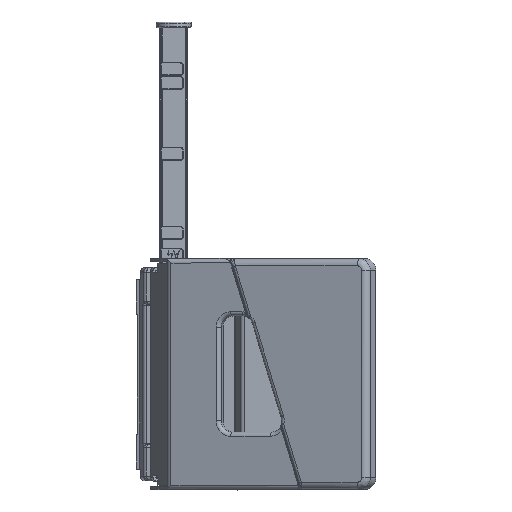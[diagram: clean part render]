
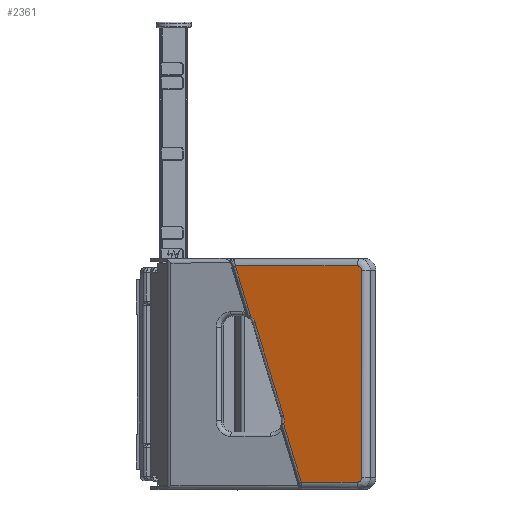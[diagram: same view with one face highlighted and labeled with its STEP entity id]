
A CAD part, top view. The second image highlights one B-rep face of the part: STEP entity #2361.
In plain terms, the highlighted planar face has unit normal (-0.342, 0, 0.94).
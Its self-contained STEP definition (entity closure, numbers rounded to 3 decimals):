
#1228 = VERTEX_POINT('',#1229);
#1229 = CARTESIAN_POINT('',(62.109,-46.526,74.643)
  );
#1236 = EDGE_CURVE('',#1237,#1228,#1239,.T.);
#1237 = VERTEX_POINT('',#1238);
#1238 = CARTESIAN_POINT('',(38.074,-46.526,65.895)
  );
#1239 = LINE('',#1240,#1241);
#1240 = CARTESIAN_POINT('',(14.496,-46.526,57.313)
  );
#1241 = VECTOR('',#1242,1.);
#1242 = DIRECTION('',(0.94,0.,0.342)
  );
#2143 = VERTEX_POINT('',#2144);
#2144 = CARTESIAN_POINT('',(64.,-44.528,75.331)
  );
#2153 = EDGE_CURVE('',#1228,#2143,#2154,.T.);
#2154 = B_SPLINE_CURVE_WITH_KNOTS('',5,(#2155,#2156,#2157,#2158,#2159,
    #2160,#2161,#2162,#2163,#2164,#2165,#2166),.UNSPECIFIED.,.F.,.F.,(6,
    3,3,6),(12.705,16.271,21.022,21.168),
  .UNSPECIFIED.);
#2155 = CARTESIAN_POINT('',(62.109,-46.526,74.643));
#2156 = CARTESIAN_POINT('',(62.359,-46.526,74.734)
  );
#2157 = CARTESIAN_POINT('',(62.609,-46.482,74.825)
  );
#2158 = CARTESIAN_POINT('',(62.85,-46.395,74.913)
  );
#2159 = CARTESIAN_POINT('',(63.37,-46.097,75.102)
  );
#2160 = CARTESIAN_POINT('',(63.752,-45.611,75.241)
  );
#2161 = CARTESIAN_POINT('',(63.908,-45.286,75.298)
  );
#2162 = CARTESIAN_POINT('',(63.993,-44.924,75.329)
  );
#2163 = CARTESIAN_POINT('',(64.,-44.561,75.331)
  );
#2164 = CARTESIAN_POINT('',(64.,-44.55,75.331)
  );
#2165 = CARTESIAN_POINT('',(64.,-44.539,75.331)
  );
#2166 = CARTESIAN_POINT('',(64.,-44.528,75.331)
  );
#2361 = ADVANCED_FACE('',(#2362),#2439,.F.);
#2362 = FACE_BOUND('',#2363,.T.);
#2363 = EDGE_LOOP('',(#2364,#2375,#2383,#2392,#2398,#2399,#2400,#2408,
    #2425,#2433));
#2364 = ORIENTED_EDGE('',*,*,#2365,.T.);
#2365 = EDGE_CURVE('',#2366,#2368,#2370,.T.);
#2366 = VERTEX_POINT('',#2367);
#2367 = CARTESIAN_POINT('',(16.184,25.17,57.928));
#2368 = VERTEX_POINT('',#2369);
#2369 = CARTESIAN_POINT('',(18.138,22.086,58.639));
#2370 = CIRCLE('',#2371,6.75);
#2371 = AXIS2_PLACEMENT_3D('',#2372,#2373,#2374);
#2372 = CARTESIAN_POINT('',(12.106,20.,56.443));
#2373 = DIRECTION('',(0.342,0.,-0.94));
#2374 = DIRECTION('',(-0.94,0.,-0.342));
#2375 = ORIENTED_EDGE('',*,*,#2376,.F.);
#2376 = EDGE_CURVE('',#2377,#2368,#2379,.T.);
#2377 = VERTEX_POINT('',#2378);
#2378 = CARTESIAN_POINT('',(30.351,-17.914,63.084));
#2379 = LINE('',#2380,#2381);
#2380 = CARTESIAN_POINT('',(24.245,2.086,60.862));
#2381 = VECTOR('',#2382,1.);
#2382 = DIRECTION('',(-0.29,0.951,-0.106));
#2383 = ORIENTED_EDGE('',*,*,#2384,.T.);
#2384 = EDGE_CURVE('',#2377,#2385,#2387,.T.);
#2385 = VERTEX_POINT('',#2386);
#2386 = CARTESIAN_POINT('',(30.474,-21.632,63.129)
  );
#2387 = CIRCLE('',#2388,6.75);
#2388 = AXIS2_PLACEMENT_3D('',#2389,#2390,#2391);
#2389 = CARTESIAN_POINT('',(24.319,-20.,60.889));
#2390 = DIRECTION('',(0.342,0.,-0.94));
#2391 = DIRECTION('',(-0.94,0.,-0.342));
#2392 = ORIENTED_EDGE('',*,*,#2393,.F.);
#2393 = EDGE_CURVE('',#1237,#2385,#2394,.T.);
#2394 = LINE('',#2395,#2396);
#2395 = CARTESIAN_POINT('',(34.274,-34.079,64.512));
#2396 = VECTOR('',#2397,1.);
#2397 = DIRECTION('',(-0.29,0.951,-0.106));
#2398 = ORIENTED_EDGE('',*,*,#1236,.T.);
#2399 = ORIENTED_EDGE('',*,*,#2153,.T.);
#2400 = ORIENTED_EDGE('',*,*,#2401,.F.);
#2401 = EDGE_CURVE('',#2402,#2143,#2404,.T.);
#2402 = VERTEX_POINT('',#2403);
#2403 = CARTESIAN_POINT('',(64.,44.528,75.331));
#2404 = LINE('',#2405,#2406);
#2405 = CARTESIAN_POINT('',(64.,0.,
    75.331));
#2406 = VECTOR('',#2407,1.);
#2407 = DIRECTION('',(0.,-1.,0.));
#2408 = ORIENTED_EDGE('',*,*,#2409,.T.);
#2409 = EDGE_CURVE('',#2402,#2410,#2412,.T.);
#2410 = VERTEX_POINT('',#2411);
#2411 = CARTESIAN_POINT('',(62.109,46.526,74.643));
#2412 = B_SPLINE_CURVE_WITH_KNOTS('',5,(#2413,#2414,#2415,#2416,#2417,
    #2418,#2419,#2420,#2421,#2422,#2423,#2424),.UNSPECIFIED.,.F.,.F.,(6,
    3,3,6),(12.711,16.27,21.024,21.173),
  .UNSPECIFIED.);
#2413 = CARTESIAN_POINT('',(64.,44.528,75.331));
#2414 = CARTESIAN_POINT('',(64.,44.792,75.331));
#2415 = CARTESIAN_POINT('',(63.959,45.057,75.316));
#2416 = CARTESIAN_POINT('',(63.876,45.311,75.286));
#2417 = CARTESIAN_POINT('',(63.594,45.861,75.183));
#2418 = CARTESIAN_POINT('',(63.133,46.264,75.016));
#2419 = CARTESIAN_POINT('',(62.826,46.428,74.904));
#2420 = CARTESIAN_POINT('',(62.484,46.518,74.779));
#2421 = CARTESIAN_POINT('',(62.14,46.526,74.654));
#2422 = CARTESIAN_POINT('',(62.129,46.526,74.65));
#2423 = CARTESIAN_POINT('',(62.119,46.526,74.647));
#2424 = CARTESIAN_POINT('',(62.109,46.526,74.643));
#2425 = ORIENTED_EDGE('',*,*,#2426,.T.);
#2426 = EDGE_CURVE('',#2410,#2427,#2429,.T.);
#2427 = VERTEX_POINT('',#2428);
#2428 = CARTESIAN_POINT('',(9.663,46.526,55.554));
#2429 = LINE('',#2430,#2431);
#2430 = CARTESIAN_POINT('',(35.886,46.526,65.099));
#2431 = VECTOR('',#2432,1.);
#2432 = DIRECTION('',(-0.94,0.,-0.342));
#2433 = ORIENTED_EDGE('',*,*,#2434,.F.);
#2434 = EDGE_CURVE('',#2366,#2427,#2435,.T.);
#2435 = LINE('',#2436,#2437);
#2436 = CARTESIAN_POINT('',(12.924,35.848,56.741));
#2437 = VECTOR('',#2438,1.);
#2438 = DIRECTION('',(-0.29,0.951,-0.106));
#2439 = PLANE('',#2440);
#2440 = AXIS2_PLACEMENT_3D('',#2441,#2442,#2443);
#2441 = CARTESIAN_POINT('',(-18.648,49.5,45.25));
#2442 = DIRECTION('',(0.342,0.,-0.94));
#2443 = DIRECTION('',(0.94,-0.,0.342));
